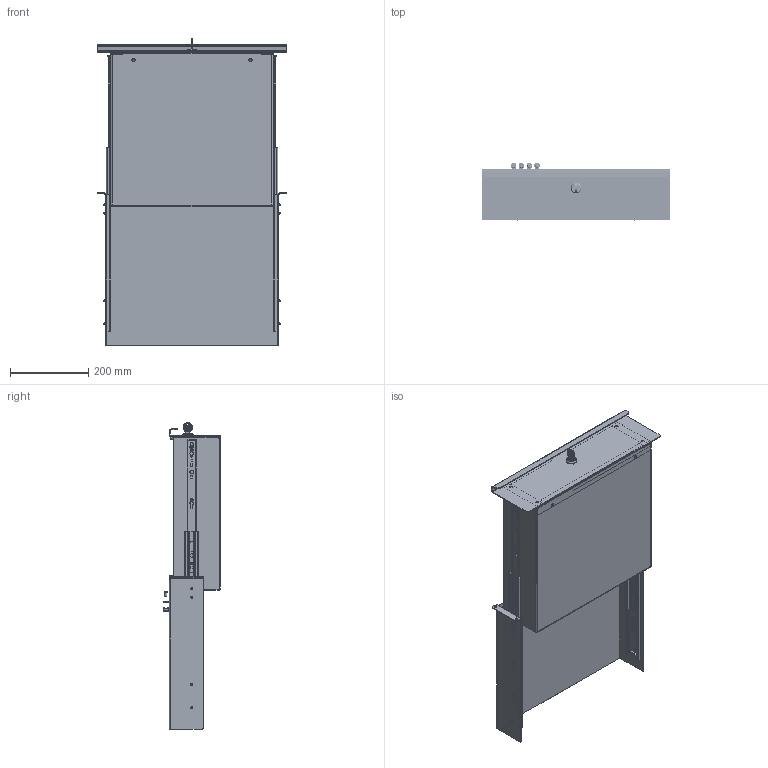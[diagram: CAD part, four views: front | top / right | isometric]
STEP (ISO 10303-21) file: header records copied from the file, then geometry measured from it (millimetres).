
FILE_DESCRIPTION((''),'2;1');
FILE_NAME('772_080_003_SCHUBLADE_3HE_AUSG_ASM','2017-09-07T',('bonorvr'),(''),'PRO/ENGINEER BY PARAMETRIC TECHNOLOGY CORPORATION, 2016240','PRO/ENGINEER BY PARAMETRIC TECHNOLOGY CORPORATION, 2016240','');
FILE_SCHEMA(('CONFIG_CONTROL_DESIGN'));
Products named in the file (24): 472_543_390_SCHUBLADENGEHAEUSE; 472_547_035_TELESKOPSCHIENE_AUS; 380_858_010_AVIBULB_MONTIERT; 472_544_003_SCHUBLADE_19ZOL_3HE; 472_545_003_SCHUBLADENFRONT; 380_076_010_LACKNUT_BOLZEN; 380_250_010_SICHERUNGSM_FL_M6; 1048-02A; 472_542_090_SCHLIESSZYLINDER; 1048-01; 472_542_090_SCHLUESSEL_EK333; 1000-111_PRT_6; 1000-277-02; 472_542_090_VORREIBER_EK_333_ASM; 472_523_030_ZUNGE_4MM; 472_546_003_ABDECKBLECH_3HE; 400_A01_020_SCHLAUCHBTL_150X100; 380_006_130_FL_K_SCHRSCHL_M5X12; 380_950_120_SCHRAUBENROSSETTE_M; 380_209_010_M5_SM_1_7_BIS_2_5; 572_022_010_MONTAGE_19ZL_TABLAR_ASM; 400_031_140_ETIKETTE; 400_A01_010_SCHRUMPFFOLIE; 772_080_003_SCHUBLADE_3HE_AUSG_ASM
Assembly tree (54 placements, depth 3):
  772_080_003_SCHUBLADE_3HE_AUSG_ASM
    472_543_390_SCHUBLADENGEHAEUSE
    472_547_035_TELESKOPSCHIENE_AUS  x2
    380_858_010_AVIBULB_MONTIERT  x16
    472_544_003_SCHUBLADE_19ZOL_3HE
    472_545_003_SCHUBLADENFRONT
    380_076_010_LACKNUT_BOLZEN  x4
    380_250_010_SICHERUNGSM_FL_M6  x4
    472_542_090_VORREIBER_EK_333_ASM
      1048-02A
      472_542_090_SCHLIESSZYLINDER
      1048-01
      472_542_090_SCHLUESSEL_EK333
      1000-111_PRT_6
      1000-277-02
    472_523_030_ZUNGE_4MM
    472_546_003_ABDECKBLECH_3HE
    572_022_010_MONTAGE_19ZL_TABLAR_ASM
      400_A01_020_SCHLAUCHBTL_150X100
      380_006_130_FL_K_SCHRSCHL_M5X12  x4
      380_950_120_SCHRAUBENROSSETTE_M  x4
      380_209_010_M5_SM_1_7_BIS_2_5  x4
    400_031_140_ETIKETTE
    400_A01_010_SCHRUMPFFOLIE
Bounding box: 482 x 147.2 x 785.1 mm (x, y, z)
Volume: 1562610.3 mm3; surface area: 1689731.9 mm2
Topology: 107 solids, 121 shells, 6439 faces, 17704 edges, 11434 vertices
Faces by surface type: cylinder 2578, plane 1917, bspline 818, extrusion 708, cone 233, torus 117, sphere 68
Entity records: 214217 total; most frequent: CARTESIAN_POINT 90542, ORIENTED_EDGE 21426, DIRECTION 15377, EDGE_CURVE 10761, PRESENTATION_STYLE_ASSIGNMENT 9509, STYLED_ITEM 9486, CURVE_STYLE 8857, VERTEX_POINT 6883
